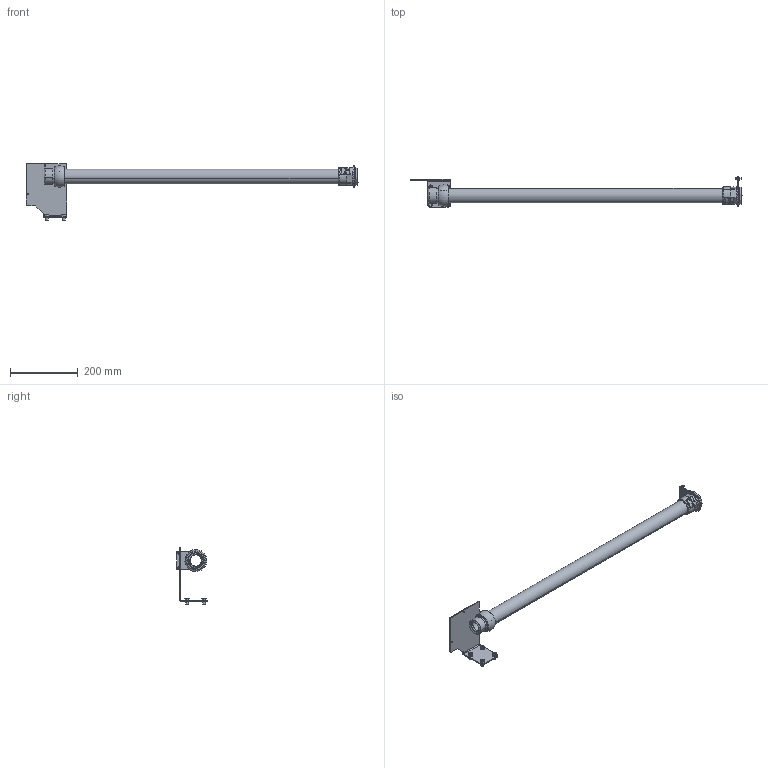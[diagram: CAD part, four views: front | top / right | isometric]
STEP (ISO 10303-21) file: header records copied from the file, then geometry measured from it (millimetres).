
FILE_DESCRIPTION (( 'STEP AP203' ), '1' );
FILE_NAME ('P2438-1.STEP', '2021-03-18T10:33:52', ( '' ), ( '' ), 'SwSTEP 2.0', 'SolidWorks 2019', '' );
FILE_SCHEMA (( 'CONFIG_CONTROL_DESIGN' ));
Length unit declared in the file: millimetre
Products named in the file (1): P2438-1
Bounding box: 977.5 x 89.5 x 166.87 mm (x, y, z)
Volume: 557313.8 mm3; surface area: 331443 mm2
Topology: 16 solids, 16 shells, 394 faces, 1014 edges, 659 vertices
Faces by surface type: plane 197, cylinder 133, torus 34, cone 28, sphere 2
Entity records: 12324 total; most frequent: CARTESIAN_POINT 2296, DIRECTION 2179, ORIENTED_EDGE 2018, EDGE_CURVE 1009, AXIS2_PLACEMENT_3D 819, VERTEX_POINT 656, VECTOR 541, LINE 541
